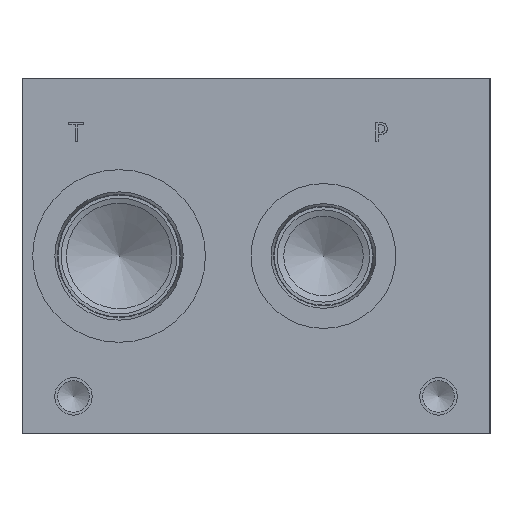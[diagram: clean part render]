
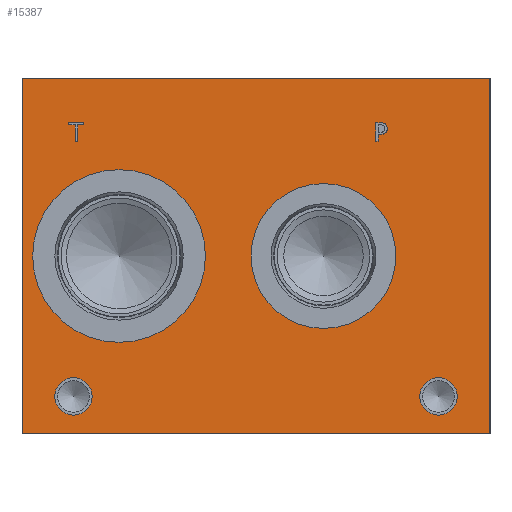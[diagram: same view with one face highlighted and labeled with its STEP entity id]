
A CAD part, left-side view. The second image highlights one B-rep face of the part: STEP entity #15387.
In plain terms, the highlighted planar face has unit normal (-1, 0, 0).
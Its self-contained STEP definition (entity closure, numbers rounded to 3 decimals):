
#459=CIRCLE('',#16062,29.286);
#460=CIRCLE('',#16063,29.286);
#461=CIRCLE('',#16064,24.562);
#462=CIRCLE('',#16065,24.562);
#463=CIRCLE('',#16066,6.35);
#464=CIRCLE('',#16067,6.35);
#465=CIRCLE('',#16068,6.35);
#466=CIRCLE('',#16069,6.35);
#1279=B_SPLINE_CURVE_WITH_KNOTS('',2,(#25676,#25677,#25678,#25679),
 .UNSPECIFIED.,.F.,.F.,(3,1,3),(0.,1.,2.),.UNSPECIFIED.);
#1281=B_SPLINE_CURVE_WITH_KNOTS('',2,(#25697,#25698,#25699,#25700),
 .UNSPECIFIED.,.F.,.F.,(3,1,3),(0.,1.,2.),.UNSPECIFIED.);
#1283=B_SPLINE_CURVE_WITH_KNOTS('',2,(#25746,#25747,#25748,#25749),
 .UNSPECIFIED.,.F.,.F.,(3,1,3),(0.,1.,2.),.UNSPECIFIED.);
#1285=B_SPLINE_CURVE_WITH_KNOTS('',2,(#25764,#25765,#25766,#25767),
 .UNSPECIFIED.,.F.,.F.,(3,1,3),(0.,1.,2.),.UNSPECIFIED.);
#1349=FACE_BOUND('',#2853,.T.);
#1350=FACE_BOUND('',#2854,.T.);
#1351=FACE_BOUND('',#2855,.T.);
#1352=FACE_BOUND('',#2856,.T.);
#1353=FACE_BOUND('',#2857,.T.);
#1354=FACE_BOUND('',#2858,.T.);
#1967=FACE_OUTER_BOUND('',#2852,.T.);
#2852=EDGE_LOOP('',(#12447,#12448,#12449,#12450));
#2853=EDGE_LOOP('',(#12451,#12452));
#2854=EDGE_LOOP('',(#12453,#12454));
#2855=EDGE_LOOP('',(#12455,#12456));
#2856=EDGE_LOOP('',(#12457,#12458));
#2857=EDGE_LOOP('',(#12459,#12460,#12461,#12462,#12463,#12464,#12465,#12466));
#2858=EDGE_LOOP('',(#12467,#12468,#12469,#12470,#12471,#12472,#12473,#12474,
#12475));
#3275=LINE('',#20444,#4602);
#4287=LINE('',#25709,#5614);
#4290=LINE('',#25715,#5617);
#4293=LINE('',#25721,#5620);
#4296=LINE('',#25727,#5623);
#4299=LINE('',#25733,#5626);
#4303=LINE('',#25775,#5630);
#4304=LINE('',#25777,#5631);
#4305=LINE('',#25778,#5632);
#4306=LINE('',#25797,#5633);
#4307=LINE('',#25799,#5634);
#4308=LINE('',#25801,#5635);
#4309=LINE('',#25803,#5636);
#4310=LINE('',#25805,#5637);
#4311=LINE('',#25807,#5638);
#4312=LINE('',#25809,#5639);
#4313=LINE('',#25810,#5640);
#4602=VECTOR('',#16875,10.);
#5614=VECTOR('',#18579,10.);
#5617=VECTOR('',#18584,10.);
#5620=VECTOR('',#18589,10.);
#5623=VECTOR('',#18594,10.);
#5626=VECTOR('',#18599,10.);
#5630=VECTOR('',#18607,10.);
#5631=VECTOR('',#18608,10.);
#5632=VECTOR('',#18609,10.);
#5633=VECTOR('',#18626,10.);
#5634=VECTOR('',#18627,10.);
#5635=VECTOR('',#18628,10.);
#5636=VECTOR('',#18629,10.);
#5637=VECTOR('',#18630,10.);
#5638=VECTOR('',#18631,10.);
#5639=VECTOR('',#18632,10.);
#5640=VECTOR('',#18633,10.);
#5915=VERTEX_POINT('',#20437);
#5918=VERTEX_POINT('',#20442);
#6859=VERTEX_POINT('',#25674);
#6860=VERTEX_POINT('',#25675);
#6863=VERTEX_POINT('',#25696);
#6865=VERTEX_POINT('',#25708);
#6867=VERTEX_POINT('',#25714);
#6869=VERTEX_POINT('',#25720);
#6871=VERTEX_POINT('',#25726);
#6873=VERTEX_POINT('',#25732);
#6875=VERTEX_POINT('',#25745);
#6877=VERTEX_POINT('',#25774);
#6878=VERTEX_POINT('',#25776);
#6879=VERTEX_POINT('',#25779);
#6880=VERTEX_POINT('',#25780);
#6881=VERTEX_POINT('',#25783);
#6882=VERTEX_POINT('',#25784);
#6883=VERTEX_POINT('',#25787);
#6884=VERTEX_POINT('',#25788);
#6885=VERTEX_POINT('',#25791);
#6886=VERTEX_POINT('',#25792);
#6887=VERTEX_POINT('',#25795);
#6888=VERTEX_POINT('',#25796);
#6889=VERTEX_POINT('',#25798);
#6890=VERTEX_POINT('',#25800);
#6891=VERTEX_POINT('',#25802);
#6892=VERTEX_POINT('',#25804);
#6893=VERTEX_POINT('',#25806);
#6894=VERTEX_POINT('',#25808);
#7440=EDGE_CURVE('',#5915,#5918,#3275,.T.);
#8839=EDGE_CURVE('',#6859,#6860,#1279,.T.);
#8843=EDGE_CURVE('',#6863,#6859,#1281,.T.);
#8846=EDGE_CURVE('',#6865,#6863,#4287,.T.);
#8849=EDGE_CURVE('',#6867,#6865,#4290,.T.);
#8852=EDGE_CURVE('',#6869,#6867,#4293,.T.);
#8855=EDGE_CURVE('',#6871,#6869,#4296,.T.);
#8858=EDGE_CURVE('',#6873,#6871,#4299,.T.);
#8861=EDGE_CURVE('',#6875,#6873,#1283,.T.);
#8864=EDGE_CURVE('',#6860,#6875,#1285,.T.);
#8866=EDGE_CURVE('',#6877,#5915,#4303,.T.);
#8867=EDGE_CURVE('',#6878,#5918,#4304,.T.);
#8868=EDGE_CURVE('',#6877,#6878,#4305,.T.);
#8869=EDGE_CURVE('',#6879,#6880,#459,.T.);
#8870=EDGE_CURVE('',#6880,#6879,#460,.T.);
#8871=EDGE_CURVE('',#6881,#6882,#461,.T.);
#8872=EDGE_CURVE('',#6882,#6881,#462,.T.);
#8873=EDGE_CURVE('',#6883,#6884,#463,.T.);
#8874=EDGE_CURVE('',#6884,#6883,#464,.T.);
#8875=EDGE_CURVE('',#6885,#6886,#465,.T.);
#8876=EDGE_CURVE('',#6886,#6885,#466,.T.);
#8877=EDGE_CURVE('',#6887,#6888,#4306,.T.);
#8878=EDGE_CURVE('',#6888,#6889,#4307,.T.);
#8879=EDGE_CURVE('',#6889,#6890,#4308,.T.);
#8880=EDGE_CURVE('',#6890,#6891,#4309,.T.);
#8881=EDGE_CURVE('',#6891,#6892,#4310,.T.);
#8882=EDGE_CURVE('',#6892,#6893,#4311,.T.);
#8883=EDGE_CURVE('',#6893,#6894,#4312,.T.);
#8884=EDGE_CURVE('',#6894,#6887,#4313,.T.);
#12447=ORIENTED_EDGE('',*,*,#8866,.T.);
#12448=ORIENTED_EDGE('',*,*,#7440,.T.);
#12449=ORIENTED_EDGE('',*,*,#8867,.F.);
#12450=ORIENTED_EDGE('',*,*,#8868,.F.);
#12451=ORIENTED_EDGE('',*,*,#8869,.T.);
#12452=ORIENTED_EDGE('',*,*,#8870,.T.);
#12453=ORIENTED_EDGE('',*,*,#8871,.T.);
#12454=ORIENTED_EDGE('',*,*,#8872,.T.);
#12455=ORIENTED_EDGE('',*,*,#8873,.T.);
#12456=ORIENTED_EDGE('',*,*,#8874,.T.);
#12457=ORIENTED_EDGE('',*,*,#8875,.T.);
#12458=ORIENTED_EDGE('',*,*,#8876,.T.);
#12459=ORIENTED_EDGE('',*,*,#8877,.T.);
#12460=ORIENTED_EDGE('',*,*,#8878,.T.);
#12461=ORIENTED_EDGE('',*,*,#8879,.T.);
#12462=ORIENTED_EDGE('',*,*,#8880,.T.);
#12463=ORIENTED_EDGE('',*,*,#8881,.T.);
#12464=ORIENTED_EDGE('',*,*,#8882,.T.);
#12465=ORIENTED_EDGE('',*,*,#8883,.T.);
#12466=ORIENTED_EDGE('',*,*,#8884,.T.);
#12467=ORIENTED_EDGE('',*,*,#8839,.T.);
#12468=ORIENTED_EDGE('',*,*,#8864,.T.);
#12469=ORIENTED_EDGE('',*,*,#8861,.T.);
#12470=ORIENTED_EDGE('',*,*,#8858,.T.);
#12471=ORIENTED_EDGE('',*,*,#8855,.T.);
#12472=ORIENTED_EDGE('',*,*,#8852,.T.);
#12473=ORIENTED_EDGE('',*,*,#8849,.T.);
#12474=ORIENTED_EDGE('',*,*,#8846,.T.);
#12475=ORIENTED_EDGE('',*,*,#8843,.T.);
#14281=PLANE('',#16061);
#15387=ADVANCED_FACE('',(#1967,#1349,#1350,#1351,#1352,#1353,#1354),#14281,
 .T.);
#16061=AXIS2_PLACEMENT_3D('',#25773,#18605,#18606);
#16062=AXIS2_PLACEMENT_3D('',#25781,#18610,#18611);
#16063=AXIS2_PLACEMENT_3D('',#25782,#18612,#18613);
#16064=AXIS2_PLACEMENT_3D('',#25785,#18614,#18615);
#16065=AXIS2_PLACEMENT_3D('',#25786,#18616,#18617);
#16066=AXIS2_PLACEMENT_3D('',#25789,#18618,#18619);
#16067=AXIS2_PLACEMENT_3D('',#25790,#18620,#18621);
#16068=AXIS2_PLACEMENT_3D('',#25793,#18622,#18623);
#16069=AXIS2_PLACEMENT_3D('',#25794,#18624,#18625);
#16875=DIRECTION('',(0.,0.,1.));
#18579=DIRECTION('',(0.,-1.,0.));
#18584=DIRECTION('',(0.,0.,1.));
#18589=DIRECTION('',(0.,1.,0.));
#18594=DIRECTION('',(0.,0.,-1.));
#18599=DIRECTION('',(0.,1.,0.));
#18605=DIRECTION('center_axis',(-1.,0.,0.));
#18606=DIRECTION('ref_axis',(0.,-1.,0.));
#18607=DIRECTION('',(0.,-1.,0.));
#18608=DIRECTION('',(0.,-1.,0.));
#18609=DIRECTION('',(0.,0.,1.));
#18610=DIRECTION('center_axis',(1.,0.,0.));
#18611=DIRECTION('ref_axis',(0.,0.,1.));
#18612=DIRECTION('center_axis',(1.,0.,0.));
#18613=DIRECTION('ref_axis',(0.,0.,1.));
#18614=DIRECTION('center_axis',(1.,0.,0.));
#18615=DIRECTION('ref_axis',(0.,0.,1.));
#18616=DIRECTION('center_axis',(1.,0.,0.));
#18617=DIRECTION('ref_axis',(0.,0.,1.));
#18618=DIRECTION('center_axis',(1.,0.,0.));
#18619=DIRECTION('ref_axis',(0.,1.,0.));
#18620=DIRECTION('center_axis',(1.,0.,0.));
#18621=DIRECTION('ref_axis',(0.,1.,0.));
#18622=DIRECTION('center_axis',(1.,0.,0.));
#18623=DIRECTION('ref_axis',(0.,1.,0.));
#18624=DIRECTION('center_axis',(1.,0.,0.));
#18625=DIRECTION('ref_axis',(0.,1.,0.));
#18626=DIRECTION('',(0.,1.,0.));
#18627=DIRECTION('',(0.,0.,1.));
#18628=DIRECTION('',(0.,1.,0.));
#18629=DIRECTION('',(0.,0.,1.));
#18630=DIRECTION('',(0.,-1.,0.));
#18631=DIRECTION('',(0.,0.,-1.));
#18632=DIRECTION('',(0.,1.,0.));
#18633=DIRECTION('',(0.,0.,-1.));
#20437=CARTESIAN_POINT('',(0.,0.,0.));
#20442=CARTESIAN_POINT('',(0.,0.,120.65));
#20444=CARTESIAN_POINT('',(0.,0.,0.));
#25674=CARTESIAN_POINT('',(0.,35.571,105.141));
#25675=CARTESIAN_POINT('',(0.,34.815,103.623));
#25676=CARTESIAN_POINT('Ctrl Pts',(0.,35.571,105.141));
#25677=CARTESIAN_POINT('Ctrl Pts',(0.,35.216,104.899));
#25678=CARTESIAN_POINT('Ctrl Pts',(0.,34.815,104.153));
#25679=CARTESIAN_POINT('Ctrl Pts',(0.,34.815,103.623));
#25696=CARTESIAN_POINT('',(0.,37.233,105.537));
#25697=CARTESIAN_POINT('Ctrl Pts',(0.,37.233,105.537));
#25698=CARTESIAN_POINT('Ctrl Pts',(0.,36.667,105.537));
#25699=CARTESIAN_POINT('Ctrl Pts',(0.,35.875,105.352));
#25700=CARTESIAN_POINT('Ctrl Pts',(0.,35.571,105.141));
#25708=CARTESIAN_POINT('',(0.,38.828,105.537));
#25709=CARTESIAN_POINT('',(0.,98.789,105.537));
#25714=CARTESIAN_POINT('',(0.,38.828,99.187));
#25715=CARTESIAN_POINT('',(0.,38.828,49.593));
#25720=CARTESIAN_POINT('',(0.,37.984,99.187));
#25721=CARTESIAN_POINT('',(0.,98.367,99.187));
#25726=CARTESIAN_POINT('',(0.,37.984,101.554));
#25727=CARTESIAN_POINT('',(0.,37.984,50.777));
#25732=CARTESIAN_POINT('',(0.,37.269,101.554));
#25733=CARTESIAN_POINT('',(0.,98.01,101.554));
#25745=CARTESIAN_POINT('',(0.,35.37,102.213));
#25746=CARTESIAN_POINT('Ctrl Pts',(0.,35.37,102.213));
#25747=CARTESIAN_POINT('Ctrl Pts',(0.,35.7,101.889));
#25748=CARTESIAN_POINT('Ctrl Pts',(0.,36.59,101.554));
#25749=CARTESIAN_POINT('Ctrl Pts',(0.,37.269,101.554));
#25764=CARTESIAN_POINT('Ctrl Pts',(0.,34.815,103.623));
#25765=CARTESIAN_POINT('Ctrl Pts',(0.,34.815,103.211));
#25766=CARTESIAN_POINT('Ctrl Pts',(0.,35.108,102.47));
#25767=CARTESIAN_POINT('Ctrl Pts',(0.,35.37,102.213));
#25773=CARTESIAN_POINT('Origin',(0.,158.75,0.));
#25774=CARTESIAN_POINT('',(0.,158.75,0.));
#25775=CARTESIAN_POINT('',(0.,158.75,0.));
#25776=CARTESIAN_POINT('',(0.,158.75,120.65));
#25777=CARTESIAN_POINT('',(0.,158.75,120.65));
#25778=CARTESIAN_POINT('',(0.,158.75,0.));
#25779=CARTESIAN_POINT('',(0.,125.832,89.611));
#25780=CARTESIAN_POINT('',(0.,125.832,31.039));
#25781=CARTESIAN_POINT('Origin',(0.,125.832,60.325));
#25782=CARTESIAN_POINT('Origin',(0.,125.832,60.325));
#25783=CARTESIAN_POINT('',(0.,56.49,84.887));
#25784=CARTESIAN_POINT('',(0.,56.49,35.763));
#25785=CARTESIAN_POINT('Origin',(0.,56.49,60.325));
#25786=CARTESIAN_POINT('Origin',(0.,56.49,60.325));
#25787=CARTESIAN_POINT('',(0.,147.65,12.7));
#25788=CARTESIAN_POINT('',(0.,134.95,12.7));
#25789=CARTESIAN_POINT('Origin',(0.,141.3,12.7));
#25790=CARTESIAN_POINT('Origin',(0.,141.3,12.7));
#25791=CARTESIAN_POINT('',(0.,23.825,12.7));
#25792=CARTESIAN_POINT('',(0.,11.125,12.7));
#25793=CARTESIAN_POINT('Origin',(0.,17.475,12.7));
#25794=CARTESIAN_POINT('Origin',(0.,17.475,12.7));
#25795=CARTESIAN_POINT('',(0.,139.88,99.187));
#25796=CARTESIAN_POINT('',(0.,140.724,99.187));
#25797=CARTESIAN_POINT('',(0.,149.315,99.187));
#25798=CARTESIAN_POINT('',(0.,140.724,104.786));
#25799=CARTESIAN_POINT('',(0.,140.724,49.594));
#25800=CARTESIAN_POINT('',(0.,142.855,104.786));
#25801=CARTESIAN_POINT('',(0.,149.737,104.786));
#25802=CARTESIAN_POINT('',(0.,142.855,105.537));
#25803=CARTESIAN_POINT('',(0.,142.855,52.393));
#25804=CARTESIAN_POINT('',(0.,137.75,105.537));
#25805=CARTESIAN_POINT('',(0.,150.802,105.537));
#25806=CARTESIAN_POINT('',(0.,137.75,104.786));
#25807=CARTESIAN_POINT('',(0.,137.75,52.768));
#25808=CARTESIAN_POINT('',(0.,139.88,104.786));
#25809=CARTESIAN_POINT('',(0.,148.25,104.786));
#25810=CARTESIAN_POINT('',(0.,139.88,52.393));
